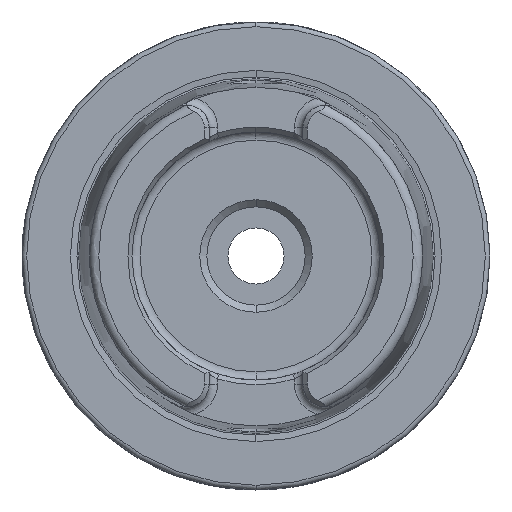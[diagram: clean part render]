
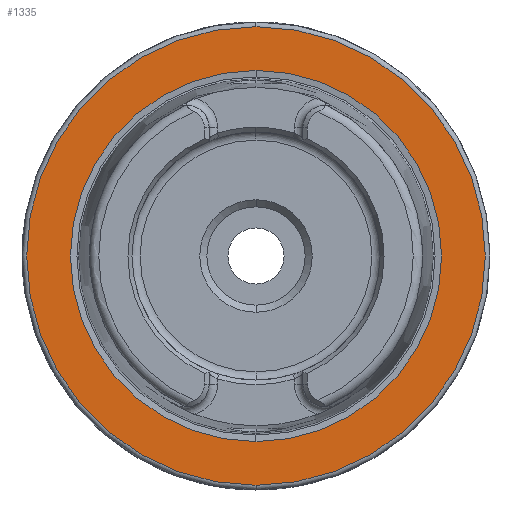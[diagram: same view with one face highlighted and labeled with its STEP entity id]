
A CAD part, left-side view. The second image highlights one B-rep face of the part: STEP entity #1335.
In plain terms, the highlighted planar face has unit normal (-1, 0, 0).
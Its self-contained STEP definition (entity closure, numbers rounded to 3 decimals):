
#938 = EDGE_CURVE ( 'NONE', #993, #985, #4461, .T. ) ;
#942 = VERTEX_POINT ( 'NONE', #4449 ) ;
#985 = VERTEX_POINT ( 'NONE', #4550 ) ;
#989 = VERTEX_POINT ( 'NONE', #4547 ) ;
#991 = EDGE_CURVE ( 'NONE', #989, #942, #4542, .T. ) ;
#993 = VERTEX_POINT ( 'NONE', #4536 ) ;
#1263 = EDGE_LOOP ( 'NONE', ( #1264, #1265 ) ) ;
#1264 = ORIENTED_EDGE ( 'NONE', *, *, #991, .F. ) ;
#1265 = ORIENTED_EDGE ( 'NONE', *, *, #1332, .F. ) ;
#1332 = EDGE_CURVE ( 'NONE', #942, #989, #5286, .T. ) ;
#1335 = ADVANCED_FACE ( 'NONE', ( #5055, #5058 ), #5057, .T. ) ;
#1336 = EDGE_LOOP ( 'NONE', ( #1337, #1338 ) ) ;
#1337 = ORIENTED_EDGE ( 'NONE', *, *, #938, .T. ) ;
#1338 = ORIENTED_EDGE ( 'NONE', *, *, #1339, .T. ) ;
#1339 = EDGE_CURVE ( 'NONE', #985, #993, #6028, .T. ) ;
#4449 = CARTESIAN_POINT ( 'NONE',  ( 0., 0., 49. ) ) ;
#4455 = DIRECTION ( 'NONE',  ( 0., 0., -1. ) ) ;
#4456 = DIRECTION ( 'NONE',  ( 1., 0., 0. ) ) ;
#4457 = CARTESIAN_POINT ( 'NONE',  ( 0., 0., 0. ) ) ;
#4458 = AXIS2_PLACEMENT_3D ( 'NONE', #4457, #4456, #4455 ) ;
#4461 = CIRCLE ( 'NONE', #4458, 39.647 ) ;
#4536 = CARTESIAN_POINT ( 'NONE',  ( 0., 0., 39.647 ) ) ;
#4538 = DIRECTION ( 'NONE',  ( 0., 0., -1. ) ) ;
#4539 = DIRECTION ( 'NONE',  ( 1., 0., 0. ) ) ;
#4540 = CARTESIAN_POINT ( 'NONE',  ( 0., 0., 0. ) ) ;
#4541 = AXIS2_PLACEMENT_3D ( 'NONE', #4540, #4539, #4538 ) ;
#4542 = CIRCLE ( 'NONE', #4541, 49. ) ;
#4547 = CARTESIAN_POINT ( 'NONE',  ( 0., 0., -49. ) ) ;
#4550 = CARTESIAN_POINT ( 'NONE',  ( 0., 0., -39.647 ) ) ;
#5038 = DIRECTION ( 'NONE',  ( 0., 0., 1. ) ) ;
#5039 = DIRECTION ( 'NONE',  ( -1., 0., 0. ) ) ;
#5040 = CARTESIAN_POINT ( 'NONE',  ( 0., 39.647, 0. ) ) ;
#5055 = FACE_BOUND ( 'NONE', #1336, .T. ) ;
#5056 = AXIS2_PLACEMENT_3D ( 'NONE', #5040, #5039, #5038 ) ;
#5057 = PLANE ( 'NONE',  #5056 ) ;
#5058 = FACE_OUTER_BOUND ( 'NONE', #1263, .T. ) ;
#5279 = DIRECTION ( 'NONE',  ( 0., 0., -1. ) ) ;
#5280 = DIRECTION ( 'NONE',  ( 1., 0., 0. ) ) ;
#5281 = CARTESIAN_POINT ( 'NONE',  ( 0., 0., 0. ) ) ;
#5282 = AXIS2_PLACEMENT_3D ( 'NONE', #5281, #5280, #5279 ) ;
#5286 = CIRCLE ( 'NONE', #5282, 49. ) ;
#6024 = DIRECTION ( 'NONE',  ( 0., 0., -1. ) ) ;
#6025 = DIRECTION ( 'NONE',  ( 1., 0., 0. ) ) ;
#6026 = CARTESIAN_POINT ( 'NONE',  ( 0., 0., 0. ) ) ;
#6027 = AXIS2_PLACEMENT_3D ( 'NONE', #6026, #6025, #6024 ) ;
#6028 = CIRCLE ( 'NONE', #6027, 39.647 ) ;
